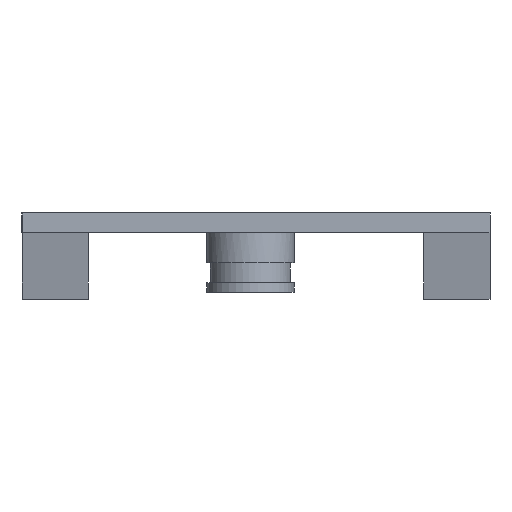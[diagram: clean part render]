
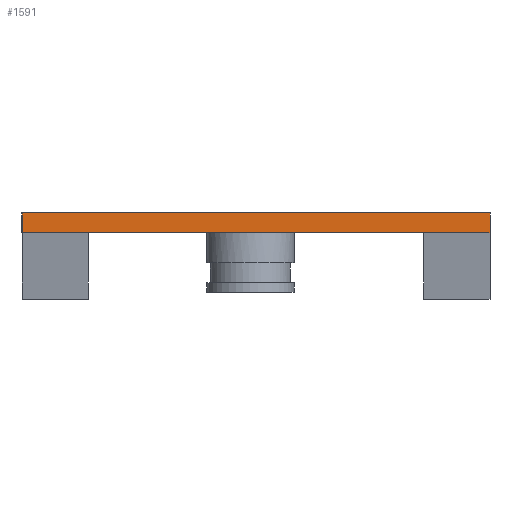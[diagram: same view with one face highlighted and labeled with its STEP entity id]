
A CAD part, left-side view. The second image highlights one B-rep face of the part: STEP entity #1591.
In plain terms, the highlighted planar face has unit normal (-1, 0, 0).
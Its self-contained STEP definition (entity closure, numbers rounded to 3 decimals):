
#10 = CARTESIAN_POINT ( 'NONE',  ( 0., 10., 0. ) ) ;
#35 = VECTOR ( 'NONE', #842, 1000. ) ;
#56 = CARTESIAN_POINT ( 'NONE',  ( 0., 10., 0. ) ) ;
#90 = VERTEX_POINT ( 'NONE', #10 ) ;
#96 = VECTOR ( 'NONE', #824, 1000. ) ;
#100 = DIRECTION ( 'NONE',  ( 1., 0., 0. ) ) ;
#111 = ORIENTED_EDGE ( 'NONE', *, *, #293, .F. ) ;
#204 = DIRECTION ( 'NONE',  ( 0., -1., 0. ) ) ;
#293 = EDGE_CURVE ( 'NONE', #398, #1185, #1236, .T. ) ;
#347 = VERTEX_POINT ( 'NONE', #1476 ) ;
#385 = VERTEX_POINT ( 'NONE', #386 ) ;
#386 = CARTESIAN_POINT ( 'NONE',  ( 0., 70.64, 3. ) ) ;
#398 = VERTEX_POINT ( 'NONE', #1313 ) ;
#504 = CARTESIAN_POINT ( 'NONE',  ( 0., 0., 3. ) ) ;
#636 = LINE ( 'NONE', #504, #1268 ) ;
#672 = CARTESIAN_POINT ( 'NONE',  ( 0., 0., 0. ) ) ;
#687 = VECTOR ( 'NONE', #988, 1000. ) ;
#692 = DIRECTION ( 'NONE',  ( 0., 1., 0. ) ) ;
#698 = ORIENTED_EDGE ( 'NONE', *, *, #847, .F. ) ;
#736 = LINE ( 'NONE', #1142, #687 ) ;
#760 = VECTOR ( 'NONE', #877, 1000. ) ;
#824 = DIRECTION ( 'NONE',  ( 0., 0., -1. ) ) ;
#842 = DIRECTION ( 'NONE',  ( 0., -1., 0. ) ) ;
#847 = EDGE_CURVE ( 'NONE', #385, #398, #636, .T. ) ;
#853 = CARTESIAN_POINT ( 'NONE',  ( 0., 0., 3. ) ) ;
#863 = CARTESIAN_POINT ( 'NONE',  ( 0., 60.641, 0. ) ) ;
#877 = DIRECTION ( 'NONE',  ( 0., 0., -1. ) ) ;
#906 = VECTOR ( 'NONE', #1318, 1000. ) ;
#915 = EDGE_CURVE ( 'NONE', #1604, #90, #1966, .T. ) ;
#988 = DIRECTION ( 'NONE',  ( 0., -1., 0. ) ) ;
#995 = ORIENTED_EDGE ( 'NONE', *, *, #1594, .T. ) ;
#1003 = CARTESIAN_POINT ( 'NONE',  ( 0., 0., 0. ) ) ;
#1011 = CARTESIAN_POINT ( 'NONE',  ( 0., 70.64, 3. ) ) ;
#1027 = FACE_OUTER_BOUND ( 'NONE', #1696, .T. ) ;
#1091 = LINE ( 'NONE', #672, #906 ) ;
#1142 = CARTESIAN_POINT ( 'NONE',  ( 0., 0., 0. ) ) ;
#1185 = VERTEX_POINT ( 'NONE', #1003 ) ;
#1236 = LINE ( 'NONE', #1468, #96 ) ;
#1239 = AXIS2_PLACEMENT_3D ( 'NONE', #853, #100, #692 ) ;
#1268 = VECTOR ( 'NONE', #204, 1000. ) ;
#1313 = CARTESIAN_POINT ( 'NONE',  ( 0., 0., 3. ) ) ;
#1318 = DIRECTION ( 'NONE',  ( 0., -1., 0. ) ) ;
#1341 = PLANE ( 'NONE',  #1239 ) ;
#1435 = LINE ( 'NONE', #1011, #760 ) ;
#1468 = CARTESIAN_POINT ( 'NONE',  ( 0., 0., 3. ) ) ;
#1476 = CARTESIAN_POINT ( 'NONE',  ( 0., 70.64, 0. ) ) ;
#1528 = ORIENTED_EDGE ( 'NONE', *, *, #1751, .T. ) ;
#1543 = ORIENTED_EDGE ( 'NONE', *, *, #915, .T. ) ;
#1591 = ADVANCED_FACE ( 'NONE', ( #1027 ), #1341, .F. ) ;
#1594 = EDGE_CURVE ( 'NONE', #385, #347, #1435, .T. ) ;
#1604 = VERTEX_POINT ( 'NONE', #863 ) ;
#1693 = EDGE_CURVE ( 'NONE', #90, #1185, #736, .T. ) ;
#1696 = EDGE_LOOP ( 'NONE', ( #1528, #1543, #1791, #111, #698, #995 ) ) ;
#1751 = EDGE_CURVE ( 'NONE', #347, #1604, #1091, .T. ) ;
#1791 = ORIENTED_EDGE ( 'NONE', *, *, #1693, .T. ) ;
#1966 = LINE ( 'NONE', #56, #35 ) ;
